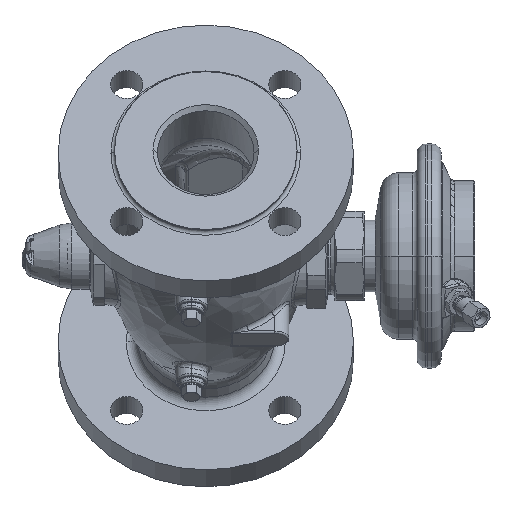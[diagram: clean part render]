
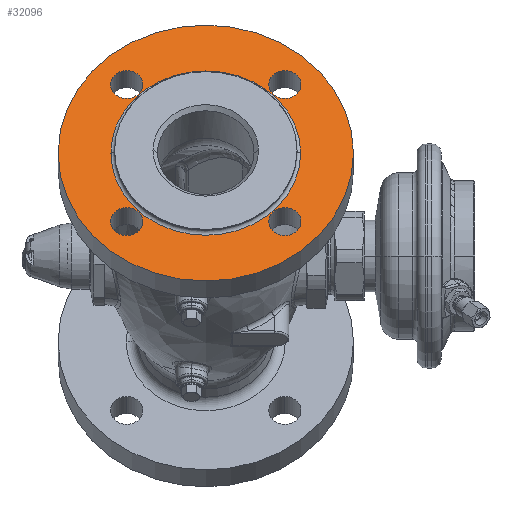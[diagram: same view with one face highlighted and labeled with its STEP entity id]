
A CAD part, front view. The second image highlights one B-rep face of the part: STEP entity #32096.
In plain terms, the highlighted planar face has unit normal (0, -0.866, 0.5).
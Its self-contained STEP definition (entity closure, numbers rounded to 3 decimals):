
#10597=CARTESIAN_POINT('',(-120.7,-99.593,57.5));
#10598=DIRECTION('',(0.,0.866,-0.5));
#10599=DIRECTION('',(1.,0.,0.));
#10600=AXIS2_PLACEMENT_3D('',#10597,#10598,#10599);
#10602=CARTESIAN_POINT('',(-120.7,-99.593,57.5));
#10603=DIRECTION('',(0.,-0.866,0.5));
#10604=DIRECTION('',(1.,0.,0.));
#10605=AXIS2_PLACEMENT_3D('',#10602,#10603,#10604);
#10607=CARTESIAN_POINT('',(-76.506,-77.496,
95.773));
#10608=DIRECTION('',(0.,-0.866,0.5));
#10609=DIRECTION('',(1.,0.,0.));
#10610=AXIS2_PLACEMENT_3D('',#10607,#10608,#10609);
#10612=CARTESIAN_POINT('',(-76.506,-77.496,
95.773));
#10613=DIRECTION('',(0.,-0.866,0.5));
#10614=DIRECTION('',(-1.,0.,0.));
#10615=AXIS2_PLACEMENT_3D('',#10612,#10613,#10614);
#10617=CARTESIAN_POINT('',(-164.894,-77.496,
95.773));
#10618=DIRECTION('',(0.,-0.866,0.5));
#10619=DIRECTION('',(1.,0.,0.));
#10620=AXIS2_PLACEMENT_3D('',#10617,#10618,#10619);
#10622=CARTESIAN_POINT('',(-164.894,-77.496,
95.773));
#10623=DIRECTION('',(0.,-0.866,0.5));
#10624=DIRECTION('',(-1.,0.,0.));
#10625=AXIS2_PLACEMENT_3D('',#10622,#10623,#10624);
#10627=CARTESIAN_POINT('',(-164.894,-121.69,
19.227));
#10628=DIRECTION('',(0.,-0.866,0.5));
#10629=DIRECTION('',(1.,0.,0.));
#10630=AXIS2_PLACEMENT_3D('',#10627,#10628,#10629);
#10632=CARTESIAN_POINT('',(-164.894,-121.69,
19.227));
#10633=DIRECTION('',(0.,-0.866,0.5));
#10634=DIRECTION('',(-1.,0.,0.));
#10635=AXIS2_PLACEMENT_3D('',#10632,#10633,#10634);
#10637=CARTESIAN_POINT('',(-76.506,-121.69,
19.227));
#10638=DIRECTION('',(0.,-0.866,0.5));
#10639=DIRECTION('',(1.,0.,0.));
#10640=AXIS2_PLACEMENT_3D('',#10637,#10638,#10639);
#10642=CARTESIAN_POINT('',(-76.506,-121.69,
19.227));
#10643=DIRECTION('',(0.,-0.866,0.5));
#10644=DIRECTION('',(-1.,0.,0.));
#10645=AXIS2_PLACEMENT_3D('',#10642,#10643,#10644);
#10647=CARTESIAN_POINT('',(-120.7,-99.593,57.5));
#10648=DIRECTION('',(0.,-0.866,0.5));
#10649=DIRECTION('',(1.,0.,0.));
#10650=AXIS2_PLACEMENT_3D('',#10647,#10648,#10649);
#10660=CARTESIAN_POINT('',(-120.7,-99.593,57.5));
#10661=DIRECTION('',(0.,0.866,-0.5));
#10662=DIRECTION('',(1.,0.,0.));
#10663=AXIS2_PLACEMENT_3D('',#10660,#10661,#10662);
#21964=CARTESIAN_POINT('',(-67.7,-99.593,57.5));
#21965=VERTEX_POINT('',#21964);
#21966=CARTESIAN_POINT('',(-38.2,-99.593,57.5));
#21968=VERTEX_POINT('',#21966);
#22008=CARTESIAN_POINT('',(-173.7,-99.593,57.5));
#22009=VERTEX_POINT('',#22008);
#22010=CARTESIAN_POINT('',(-203.2,-99.593,57.5));
#22012=VERTEX_POINT('',#22010);
#22044=CARTESIAN_POINT('',(-67.506,-77.496,
95.773));
#22045=CARTESIAN_POINT('',(-85.506,-77.496,
95.773));
#22046=VERTEX_POINT('',#22044);
#22047=VERTEX_POINT('',#22045);
#22048=CARTESIAN_POINT('',(-155.894,-77.496,
95.773));
#22049=CARTESIAN_POINT('',(-173.894,-77.496,
95.773));
#22050=VERTEX_POINT('',#22048);
#22051=VERTEX_POINT('',#22049);
#22052=CARTESIAN_POINT('',(-155.894,-121.69,
19.227));
#22053=CARTESIAN_POINT('',(-173.894,-121.69,
19.227));
#22054=VERTEX_POINT('',#22052);
#22055=VERTEX_POINT('',#22053);
#22056=CARTESIAN_POINT('',(-67.506,-121.69,
19.227));
#22057=CARTESIAN_POINT('',(-85.506,-121.69,
19.227));
#22058=VERTEX_POINT('',#22056);
#22059=VERTEX_POINT('',#22057);
#32057=CARTESIAN_POINT('',(-120.7,-99.593,57.5));
#32058=DIRECTION('',(0.,-0.866,0.5));
#32059=DIRECTION('',(-1.,0.,0.));
#32060=AXIS2_PLACEMENT_3D('',#32057,#32058,#32059);
#32061=PLANE('',#32060);
#32063=ORIENTED_EDGE('',*,*,#32062,.F.);
#32065=ORIENTED_EDGE('',*,*,#32064,.T.);
#32066=EDGE_LOOP('',(#32063,#32065));
#32067=FACE_OUTER_BOUND('',#32066,.F.);
#32068=ORIENTED_EDGE('',*,*,#32036,.F.);
#32069=ORIENTED_EDGE('',*,*,#32052,.T.);
#32070=EDGE_LOOP('',(#32068,#32069));
#32071=FACE_BOUND('',#32070,.F.);
#32073=ORIENTED_EDGE('',*,*,#32072,.T.);
#32075=ORIENTED_EDGE('',*,*,#32074,.T.);
#32076=EDGE_LOOP('',(#32073,#32075));
#32077=FACE_BOUND('',#32076,.F.);
#32079=ORIENTED_EDGE('',*,*,#32078,.T.);
#32081=ORIENTED_EDGE('',*,*,#32080,.T.);
#32082=EDGE_LOOP('',(#32079,#32081));
#32083=FACE_BOUND('',#32082,.F.);
#32085=ORIENTED_EDGE('',*,*,#32084,.T.);
#32087=ORIENTED_EDGE('',*,*,#32086,.T.);
#32088=EDGE_LOOP('',(#32085,#32087));
#32089=FACE_BOUND('',#32088,.F.);
#32091=ORIENTED_EDGE('',*,*,#32090,.T.);
#32093=ORIENTED_EDGE('',*,*,#32092,.T.);
#32094=EDGE_LOOP('',(#32091,#32093));
#32095=FACE_BOUND('',#32094,.F.);
#32096=ADVANCED_FACE('',(#32067,#32071,#32077,#32083,#32089,#32095),#32061,.T.);
#10601=CIRCLE('',#10600,53.);
#10606=CIRCLE('',#10605,53.);
#10611=CIRCLE('',#10610,9.);
#10616=CIRCLE('',#10615,9.);
#10621=CIRCLE('',#10620,9.);
#10626=CIRCLE('',#10625,9.);
#10631=CIRCLE('',#10630,9.);
#10636=CIRCLE('',#10635,9.);
#10641=CIRCLE('',#10640,9.);
#10646=CIRCLE('',#10645,9.);
#10651=CIRCLE('',#10650,82.5);
#10664=CIRCLE('',#10663,82.5);
#32036=EDGE_CURVE('',#21965,#22009,#10601,.T.);
#32052=EDGE_CURVE('',#21965,#22009,#10606,.T.);
#32062=EDGE_CURVE('',#21968,#22012,#10651,.T.);
#32064=EDGE_CURVE('',#21968,#22012,#10664,.T.);
#32072=EDGE_CURVE('',#22046,#22047,#10611,.T.);
#32074=EDGE_CURVE('',#22047,#22046,#10616,.T.);
#32078=EDGE_CURVE('',#22050,#22051,#10621,.T.);
#32080=EDGE_CURVE('',#22051,#22050,#10626,.T.);
#32084=EDGE_CURVE('',#22054,#22055,#10631,.T.);
#32086=EDGE_CURVE('',#22055,#22054,#10636,.T.);
#32090=EDGE_CURVE('',#22058,#22059,#10641,.T.);
#32092=EDGE_CURVE('',#22059,#22058,#10646,.T.);
